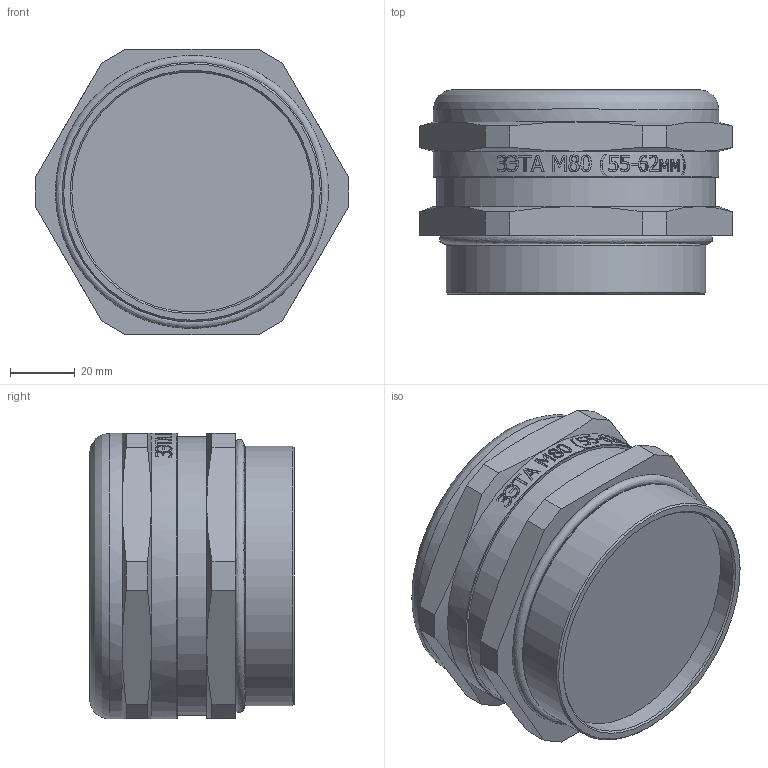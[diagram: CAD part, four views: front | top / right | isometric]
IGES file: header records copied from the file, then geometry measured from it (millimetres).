
Global section: file name: 19 КВ-М80 (55-62мм); native system: Autodesk Inventor 2015; preprocessor: unknown; author: zeta-23; date: 20161026.223142; units: millimetre
Bounding box: 96.61 x 63 x 88 mm (x, y, z)
Volume: 341108 mm3; surface area: 32773.1 mm2
Topology: 1 solids, 1 shells, 319 faces, 869 edges, 578 vertices
Faces by surface type: bspline 319
